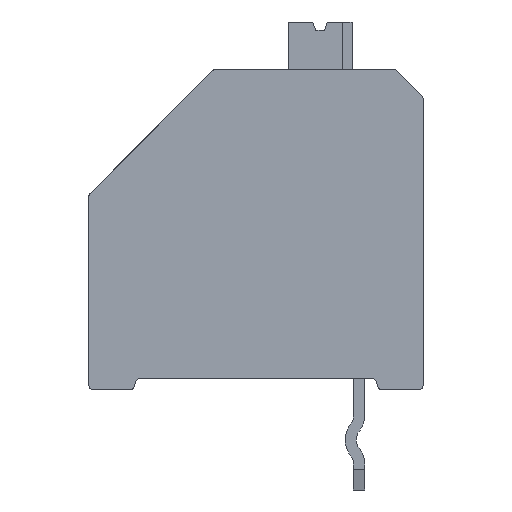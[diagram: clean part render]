
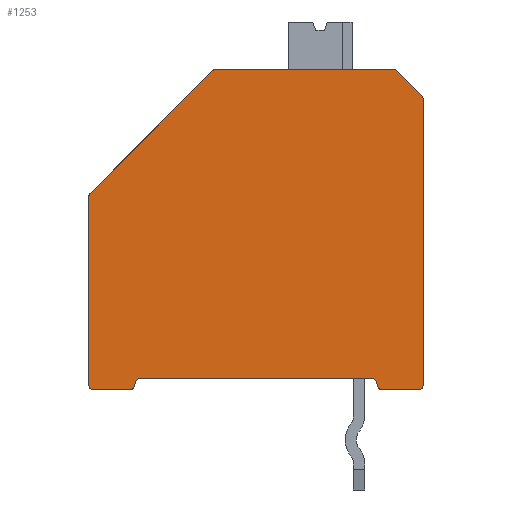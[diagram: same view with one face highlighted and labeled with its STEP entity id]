
A CAD part, front view. The second image highlights one B-rep face of the part: STEP entity #1253.
In plain terms, the highlighted planar face has unit normal (0, -1, 0).
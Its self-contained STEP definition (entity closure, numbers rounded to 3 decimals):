
#1253 = ADVANCED_FACE( '', ( #2480 ), #2481, .T. );
#2480 = FACE_OUTER_BOUND( '', #3684, .T. );
#2481 = PLANE( '', #3685 );
#3684 = EDGE_LOOP( '', ( #7321, #7322, #7323, #7324, #7325, #7326, #7327, #7328, #7329, #7330, #7331, #7332, #7333, #7334, #7335, #7336, #7337, #7338, #7339, #7340 ) );
#3685 = AXIS2_PLACEMENT_3D( '', #7341, #7342, #7343 );
#7321 = ORIENTED_EDGE( '', *, *, #7809, .F. );
#7322 = ORIENTED_EDGE( '', *, *, #7851, .T. );
#7323 = ORIENTED_EDGE( '', *, *, #8790, .F. );
#7324 = ORIENTED_EDGE( '', *, *, #8315, .T. );
#7325 = ORIENTED_EDGE( '', *, *, #8572, .F. );
#7326 = ORIENTED_EDGE( '', *, *, #7933, .T. );
#7327 = ORIENTED_EDGE( '', *, *, #7510, .T. );
#7328 = ORIENTED_EDGE( '', *, *, #8666, .T. );
#7329 = ORIENTED_EDGE( '', *, *, #8397, .F. );
#7330 = ORIENTED_EDGE( '', *, *, #8824, .T. );
#7331 = ORIENTED_EDGE( '', *, *, #7445, .T. );
#7332 = ORIENTED_EDGE( '', *, *, #8669, .F. );
#7333 = ORIENTED_EDGE( '', *, *, #8793, .T. );
#7334 = ORIENTED_EDGE( '', *, *, #8420, .F. );
#7335 = ORIENTED_EDGE( '', *, *, #8852, .T. );
#7336 = ORIENTED_EDGE( '', *, *, #8871, .T. );
#7337 = ORIENTED_EDGE( '', *, *, #7644, .F. );
#7338 = ORIENTED_EDGE( '', *, *, #7431, .T. );
#7339 = ORIENTED_EDGE( '', *, *, #7839, .T. );
#7340 = ORIENTED_EDGE( '', *, *, #8465, .T. );
#7341 = CARTESIAN_POINT( '', ( 0., -12., 0. ) );
#7342 = DIRECTION( '', ( 0., -1., 0. ) );
#7343 = DIRECTION( '', ( 0., 0., -1. ) );
#7431 = EDGE_CURVE( '', #8900, #8904, #8906, .T. );
#7445 = EDGE_CURVE( '', #8931, #8929, #8932, .T. );
#7510 = EDGE_CURVE( '', #9042, #9046, #9048, .T. );
#7644 = EDGE_CURVE( '', #8900, #9277, #9281, .T. );
#7809 = EDGE_CURVE( '', #9566, #9561, #9568, .T. );
#7839 = EDGE_CURVE( '', #8904, #9617, #9619, .T. );
#7851 = EDGE_CURVE( '', #9566, #9635, #9637, .T. );
#7933 = EDGE_CURVE( '', #9767, #9042, #9770, .T. );
#8315 = EDGE_CURVE( '', #10355, #10353, #10356, .T. );
#8397 = EDGE_CURVE( '', #10474, #10470, #10476, .T. );
#8420 = EDGE_CURVE( '', #10506, #10508, #10509, .T. );
#8465 = EDGE_CURVE( '', #9617, #9561, #10568, .T. );
#8572 = EDGE_CURVE( '', #9767, #10353, #10705, .T. );
#8666 = EDGE_CURVE( '', #9046, #10470, #10822, .T. );
#8669 = EDGE_CURVE( '', #10824, #8929, #10826, .T. );
#8790 = EDGE_CURVE( '', #10355, #9635, #10967, .T. );
#8793 = EDGE_CURVE( '', #10824, #10508, #10970, .T. );
#8824 = EDGE_CURVE( '', #10474, #8931, #11002, .T. );
#8852 = EDGE_CURVE( '', #10506, #11029, #11031, .T. );
#8871 = EDGE_CURVE( '', #11029, #9277, #11050, .T. );
#8900 = VERTEX_POINT( '', #11087 );
#8904 = VERTEX_POINT( '', #11092 );
#8906 = CIRCLE( '', #11095, 0.17 );
#8929 = VERTEX_POINT( '', #11127 );
#8931 = VERTEX_POINT( '', #11130 );
#8932 = LINE( '', #11131, #11132 );
#9042 = VERTEX_POINT( '', #11288 );
#9046 = VERTEX_POINT( '', #11294 );
#9048 = LINE( '', #11297, #11298 );
#9277 = VERTEX_POINT( '', #11621 );
#9281 = LINE( '', #11627, #11628 );
#9561 = VERTEX_POINT( '', #12027 );
#9566 = VERTEX_POINT( '', #12034 );
#9568 = LINE( '', #12037, #12038 );
#9617 = VERTEX_POINT( '', #12102 );
#9619 = LINE( '', #12105, #12106 );
#9635 = VERTEX_POINT( '', #12124 );
#9637 = CIRCLE( '', #12127, 0.17 );
#9767 = VERTEX_POINT( '', #12308 );
#9770 = CIRCLE( '', #12312, 0.17 );
#10353 = VERTEX_POINT( '', #13159 );
#10355 = VERTEX_POINT( '', #13162 );
#10356 = CIRCLE( '', #13163, 0.17 );
#10470 = VERTEX_POINT( '', #13317 );
#10474 = VERTEX_POINT( '', #13323 );
#10476 = LINE( '', #13326, #13327 );
#10506 = VERTEX_POINT( '', #13369 );
#10508 = VERTEX_POINT( '', #13372 );
#10509 = CIRCLE( '', #13373, 0.17 );
#10568 = CIRCLE( '', #13456, 0.17 );
#10705 = LINE( '', #13655, #13656 );
#10822 = CIRCLE( '', #13816, 0.17 );
#10824 = VERTEX_POINT( '', #13818 );
#10826 = CIRCLE( '', #13821, 0.17 );
#10967 = LINE( '', #14044, #14045 );
#10970 = LINE( '', #14049, #14050 );
#11002 = CIRCLE( '', #14091, 0.17 );
#11029 = VERTEX_POINT( '', #14128 );
#11031 = LINE( '', #14131, #14132 );
#11050 = CIRCLE( '', #14151, 0.17 );
#11087 = CARTESIAN_POINT( '', ( 11.83, -12., -0.17 ) );
#11092 = CARTESIAN_POINT( '', ( 12., -12., 0. ) );
#11095 = AXIS2_PLACEMENT_3D( '', #14173, #14174, #14175 );
#11127 = CARTESIAN_POINT( '', ( 1.673, -12., 0.104 ) );
#11130 = CARTESIAN_POINT( '', ( 1.634, -12., -0.044 ) );
#11131 = CARTESIAN_POINT( '', ( 1.707, -12., 0.23 ) );
#11132 = VECTOR( '', #14186, 1000. );
#11288 = CARTESIAN_POINT( '', ( 0., -12., 6.76 ) );
#11294 = CARTESIAN_POINT( '', ( 0., -12., 0. ) );
#11297 = CARTESIAN_POINT( '', ( 0., -12., 13.03 ) );
#11298 = VECTOR( '', #14248, 1000. );
#11621 = CARTESIAN_POINT( '', ( 10.53, -12., -0.17 ) );
#11627 = CARTESIAN_POINT( '', ( 6., -12., -0.17 ) );
#11628 = VECTOR( '', #14372, 1000. );
#12027 = CARTESIAN_POINT( '', ( 11.95, -12., 10.38 ) );
#12034 = CARTESIAN_POINT( '', ( 11.05, -12., 11.28 ) );
#12037 = CARTESIAN_POINT( '', ( 11.5, -12., 10.83 ) );
#12038 = VECTOR( '', #14579, 1000. );
#12102 = CARTESIAN_POINT( '', ( 12., -12., 10.26 ) );
#12105 = CARTESIAN_POINT( '', ( 12., -12., -3.77 ) );
#12106 = VECTOR( '', #14620, 1000. );
#12124 = CARTESIAN_POINT( '', ( 10.93, -12., 11.33 ) );
#12127 = AXIS2_PLACEMENT_3D( '', #14639, #14640, #14641 );
#12308 = CARTESIAN_POINT( '', ( 0.05, -12., 6.88 ) );
#12312 = AXIS2_PLACEMENT_3D( '', #14724, #14725, #14726 );
#13159 = CARTESIAN_POINT( '', ( 4.45, -12., 11.28 ) );
#13162 = CARTESIAN_POINT( '', ( 4.57, -12., 11.33 ) );
#13163 = AXIS2_PLACEMENT_3D( '', #15118, #15119, #15120 );
#13317 = CARTESIAN_POINT( '', ( 0.17, -12., -0.17 ) );
#13323 = CARTESIAN_POINT( '', ( 1.47, -12., -0.17 ) );
#13326 = CARTESIAN_POINT( '', ( 6., -12., -0.17 ) );
#13327 = VECTOR( '', #15230, 1000. );
#13369 = CARTESIAN_POINT( '', ( 10.327, -12., 0.104 ) );
#13372 = CARTESIAN_POINT( '', ( 10.162, -12., 0.23 ) );
#13373 = AXIS2_PLACEMENT_3D( '', #15247, #15248, #15249 );
#13456 = AXIS2_PLACEMENT_3D( '', #15289, #15290, #15291 );
#13655 = CARTESIAN_POINT( '', ( 1.847, -12., 8.677 ) );
#13656 = VECTOR( '', #15372, 1000. );
#13816 = AXIS2_PLACEMENT_3D( '', #15461, #15462, #15463 );
#13818 = CARTESIAN_POINT( '', ( 1.838, -12., 0.23 ) );
#13821 = AXIS2_PLACEMENT_3D( '', #15465, #15466, #15467 );
#14044 = CARTESIAN_POINT( '', ( 4.5, -12., 11.33 ) );
#14045 = VECTOR( '', #15580, 1000. );
#14049 = CARTESIAN_POINT( '', ( 8.312, -12., 0.23 ) );
#14050 = VECTOR( '', #15582, 1000. );
#14091 = AXIS2_PLACEMENT_3D( '', #15601, #15602, #15603 );
#14128 = CARTESIAN_POINT( '', ( 10.366, -12., -0.044 ) );
#14131 = CARTESIAN_POINT( '', ( 10.774, -12., -1.566 ) );
#14132 = VECTOR( '', #15618, 1000. );
#14151 = AXIS2_PLACEMENT_3D( '', #15619, #15620, #15621 );
#14173 = CARTESIAN_POINT( '', ( 11.83, -12., 0. ) );
#14174 = DIRECTION( '', ( 0., -1., 0. ) );
#14175 = DIRECTION( '', ( 0., 0., -1. ) );
#14186 = DIRECTION( '', ( 0.259, 0., 0.966 ) );
#14248 = DIRECTION( '', ( 0., 0., -1. ) );
#14372 = DIRECTION( '', ( -1., 0., 0. ) );
#14579 = DIRECTION( '', ( 0.707, 0., -0.707 ) );
#14620 = DIRECTION( '', ( 0., 0., 1. ) );
#14639 = CARTESIAN_POINT( '', ( 10.93, -12., 11.16 ) );
#14640 = DIRECTION( '', ( 0., -1., 0. ) );
#14641 = DIRECTION( '', ( 0., 0., -1. ) );
#14724 = CARTESIAN_POINT( '', ( 0.17, -12., 6.76 ) );
#14725 = DIRECTION( '', ( 0., -1., 0. ) );
#14726 = DIRECTION( '', ( 0., 0., -1. ) );
#15118 = CARTESIAN_POINT( '', ( 4.57, -12., 11.16 ) );
#15119 = DIRECTION( '', ( 0., -1., 0. ) );
#15120 = DIRECTION( '', ( 0., 0., -1. ) );
#15230 = DIRECTION( '', ( -1., 0., 0. ) );
#15247 = CARTESIAN_POINT( '', ( 10.162, -12., 0.06 ) );
#15248 = DIRECTION( '', ( 0., -1., 0. ) );
#15249 = DIRECTION( '', ( 0., 0., -1. ) );
#15289 = CARTESIAN_POINT( '', ( 11.83, -12., 10.26 ) );
#15290 = DIRECTION( '', ( 0., -1., 0. ) );
#15291 = DIRECTION( '', ( 0., 0., -1. ) );
#15372 = DIRECTION( '', ( 0.707, 0., 0.707 ) );
#15461 = CARTESIAN_POINT( '', ( 0.17, -12., 0. ) );
#15462 = DIRECTION( '', ( 0., -1., 0. ) );
#15463 = DIRECTION( '', ( 0., 0., -1. ) );
#15465 = CARTESIAN_POINT( '', ( 1.838, -12., 0.06 ) );
#15466 = DIRECTION( '', ( 0., -1., 0. ) );
#15467 = DIRECTION( '', ( 0., 0., -1. ) );
#15580 = DIRECTION( '', ( 1., 0., 0. ) );
#15582 = DIRECTION( '', ( 1., 0., 0. ) );
#15601 = CARTESIAN_POINT( '', ( 1.47, -12., 0. ) );
#15602 = DIRECTION( '', ( 0., -1., 0. ) );
#15603 = DIRECTION( '', ( 0., 0., -1. ) );
#15618 = DIRECTION( '', ( 0.259, 0., -0.966 ) );
#15619 = CARTESIAN_POINT( '', ( 10.53, -12., 0. ) );
#15620 = DIRECTION( '', ( 0., -1., 0. ) );
#15621 = DIRECTION( '', ( 0., 0., -1. ) );
